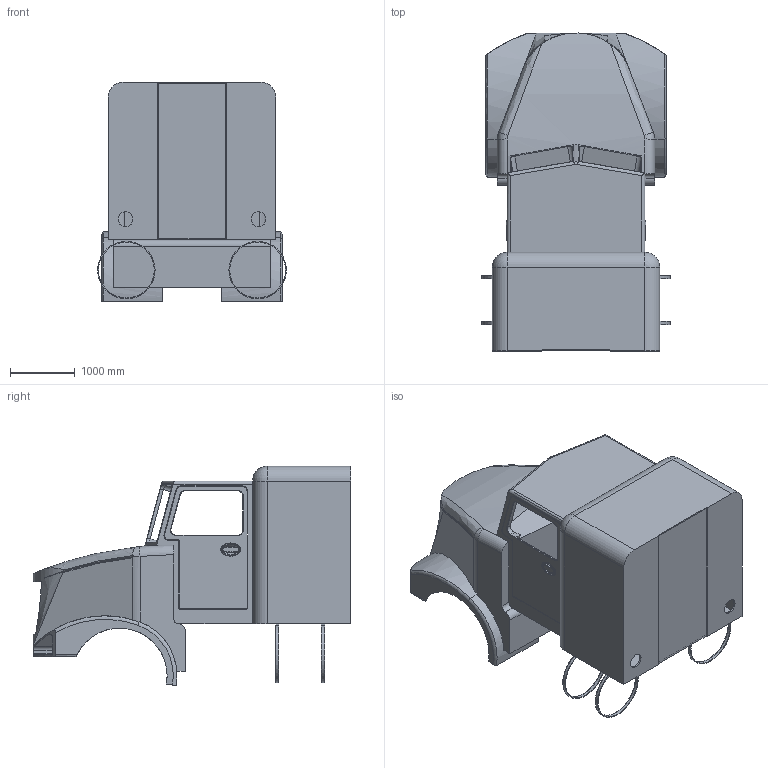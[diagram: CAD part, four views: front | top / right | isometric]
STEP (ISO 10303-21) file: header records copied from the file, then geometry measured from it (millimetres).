
FILE_DESCRIPTION(/* description */ (''),/* implementation_level */ '2;1');
FILE_NAME(/* name */ '5fca9cb8ca8247140291b470',/* time_stamp */ '2020-12-04T20:31:53+00:00',/* author */ (''),/* organization */ (''),/* preprocessor_version */ 'ST-DEVELOPER v16.7',/* originating_system */ $,/* authorisation */ $);
FILE_SCHEMA (('AUTOMOTIVE_DESIGN {1 0 10303 214 3 1 1}'));
Length unit declared in the file: metre
Products named in the file (1): cabin
Bounding box: 2920.64 x 4922.52 x 3397.47 mm (x, y, z)
Volume: 6295281064.7 mm3; surface area: 100415303.1 mm2
Topology: 1 solids, 1 shells, 397 faces, 1098 edges, 695 vertices
Faces by surface type: plane 195, cylinder 129, bspline 39, torus 30, sphere 4
Full cylindrical faces by diameter (mm): 228.6 x2, 863.6 x4
Entity records: 20940 total; most frequent: CARTESIAN_POINT 11074, ORIENTED_EDGE 2146, DIRECTION 1931, EDGE_CURVE 1073, VERTEX_POINT 691, AXIS2_PLACEMENT_3D 676, LINE 579, VECTOR 579
